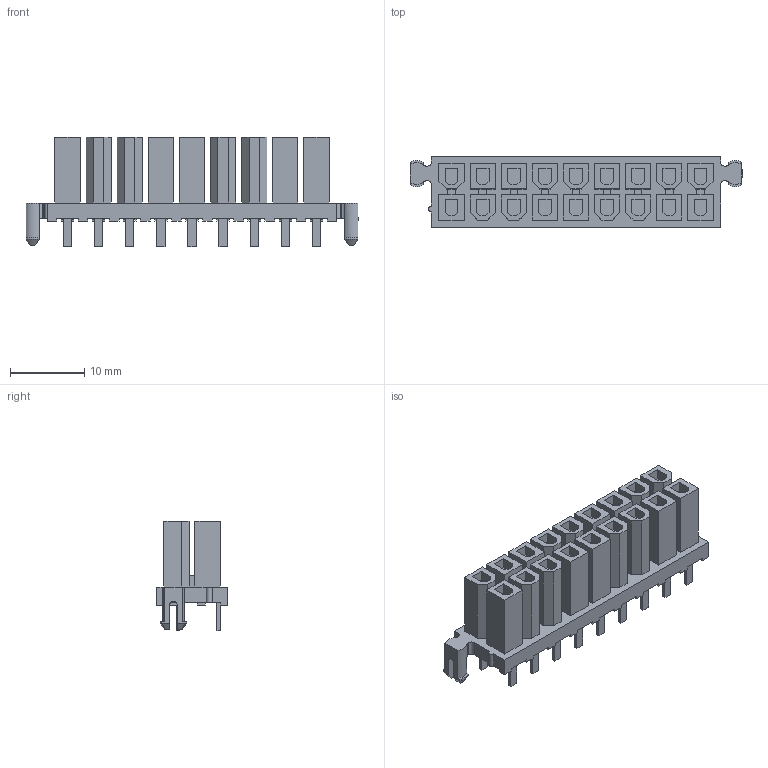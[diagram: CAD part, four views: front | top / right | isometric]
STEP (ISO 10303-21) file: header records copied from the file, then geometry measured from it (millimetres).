
FILE_DESCRIPTION( ( 'STEP AP214' ), '1' );
FILE_NAME( 'psolqas0848352362.stp', '2019-02-18T07:48:35', ( '' ), ( '' ), ' ', 'PARTsolutions', ' ' );
FILE_SCHEMA( ( 'AUTOMOTIVE_DESIGN { 1 0 10303 214 1 1 1 1 }' ) );
Length unit declared in the file: metre
Products named in the file (1): 1
Bounding box: 44.8 x 9.6 x 14.83 mm (x, y, z)
Volume: 2558.7 mm3; surface area: 3671.8 mm2
Topology: 1 solids, 1 shells, 671 faces, 1752 edges, 1164 vertices
Faces by surface type: plane 648, cylinder 19, cone 4
Entity records: 20219 total; most frequent: CARTESIAN_POINT 3628, ORIENTED_EDGE 3504, DIRECTION 3138, EDGE_CURVE 1752, LINE 1694, VECTOR 1694, VERTEX_POINT 1164, EDGE_LOOP 752
